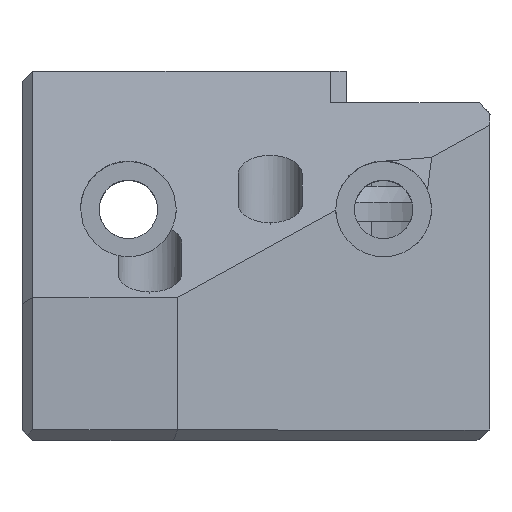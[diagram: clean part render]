
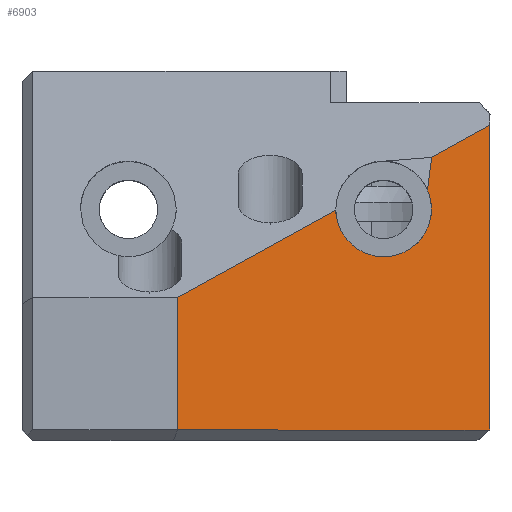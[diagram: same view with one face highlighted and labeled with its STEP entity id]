
A CAD part, top view. The second image highlights one B-rep face of the part: STEP entity #6903.
In plain terms, the highlighted planar face has unit normal (0.692, 0, 0.722).
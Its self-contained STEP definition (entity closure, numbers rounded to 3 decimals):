
#109 = DIRECTION ( 'NONE',  ( 0.455, 0.777, -0.436 ) ) ;
#187 = CARTESIAN_POINT ( 'NONE',  ( 29., 7.887, 23.856 ) ) ;
#216 = DIRECTION ( 'NONE',  ( 0.124, 0.985, -0.119 ) ) ;
#426 =( BOUNDED_CURVE ( )  B_SPLINE_CURVE ( 3, ( #5721, #4622, #1409, #3534 ),
 .UNSPECIFIED., .F., .F. ) 
 B_SPLINE_CURVE_WITH_KNOTS ( ( 4, 4 ),
 ( 0., 3.112 ),
 .UNSPECIFIED. ) 
 CURVE ( )  GEOMETRIC_REPRESENTATION_ITEM ( )  RATIONAL_B_SPLINE_CURVE ( ( 1., 0.343, 0.343, 1. ) ) 
 REPRESENTATION_ITEM ( '' )  );
#449 = LINE ( 'NONE', #4110, #2215 ) ;
#599 = VERTEX_POINT ( 'NONE', #2644 ) ;
#637 = CARTESIAN_POINT ( 'NONE',  ( 56.927, 23.335, -2.9 ) ) ;
#721 = VERTEX_POINT ( 'NONE', #5688 ) ;
#883 = VERTEX_POINT ( 'NONE', #187 ) ;
#917 = ORIENTED_EDGE ( 'NONE', *, *, #3472, .T. ) ;
#973 = VECTOR ( 'NONE', #5543, 1000. ) ;
#1154 = ORIENTED_EDGE ( 'NONE', *, *, #1183, .F. ) ;
#1183 = EDGE_CURVE ( 'NONE', #883, #4426, #2720, .T. ) ;
#1388 = ORIENTED_EDGE ( 'NONE', *, *, #6764, .F. ) ;
#1409 = CARTESIAN_POINT ( 'NONE',  ( 14.76, -8.87, 37.5 ) ) ;
#1522 = CARTESIAN_POINT ( 'NONE',  ( 29., 13., 23.856 ) ) ;
#1542 = VECTOR ( 'NONE', #7069, 1000. ) ;
#1649 = CARTESIAN_POINT ( 'NONE',  ( 23.129, 1.789, 29.481 ) ) ;
#1652 = CARTESIAN_POINT ( 'NONE',  ( -0.374, -20.8, 52. ) ) ;
#1710 = VECTOR ( 'NONE', #216, 1000. ) ;
#1881 = FACE_OUTER_BOUND ( 'NONE', #2338, .T. ) ;
#2194 = EDGE_CURVE ( 'NONE', #883, #721, #7117, .T. ) ;
#2215 = VECTOR ( 'NONE', #109, 1000. ) ;
#2338 = EDGE_LOOP ( 'NONE', ( #1388, #5661, #3970, #5635, #917, #4399, #3721, #1154, #5644 ) ) ;
#2344 = AXIS2_PLACEMENT_3D ( 'NONE', #1522, #7137, #6504 ) ;
#2563 = PLANE ( 'NONE',  #2344 ) ;
#2639 = VECTOR ( 'NONE', #5109, 1000. ) ;
#2644 = CARTESIAN_POINT ( 'NONE',  ( -0.374, -8.362, 52. ) ) ;
#2720 = LINE ( 'NONE', #6809, #2639 ) ;
#2733 = CARTESIAN_POINT ( 'NONE',  ( 29., -20.8, 23.856 ) ) ;
#2920 = CARTESIAN_POINT ( 'NONE',  ( 23.5, 0., 29.126 ) ) ;
#2962 = DIRECTION ( 'NONE',  ( -0.671, -0.371, 0.642 ) ) ;
#3351 = EDGE_CURVE ( 'NONE', #7248, #5024, #426, .T. ) ;
#3472 = EDGE_CURVE ( 'NONE', #599, #6250, #3894, .T. ) ;
#3534 = CARTESIAN_POINT ( 'NONE',  ( 14.502, -0.133, 37.747 ) ) ;
#3611 = CARTESIAN_POINT ( 'NONE',  ( 14.502, -0.133, 37.747 ) ) ;
#3646 = CARTESIAN_POINT ( 'NONE',  ( 24.671, 14.045, 28.004 ) ) ;
#3721 = ORIENTED_EDGE ( 'NONE', *, *, #4872, .T. ) ;
#3894 = LINE ( 'NONE', #7115, #1542 ) ;
#3970 = ORIENTED_EDGE ( 'NONE', *, *, #3351, .T. ) ;
#4110 = CARTESIAN_POINT ( 'NONE',  ( 39.79, -2.218, 13.519 ) ) ;
#4399 = ORIENTED_EDGE ( 'NONE', *, *, #5732, .T. ) ;
#4426 = VERTEX_POINT ( 'NONE', #6399 ) ;
#4512 = LINE ( 'NONE', #4682, #7167 ) ;
#4595 = CARTESIAN_POINT ( 'NONE',  ( 23.375, 1.222, 29.246 ) ) ;
#4622 = CARTESIAN_POINT ( 'NONE',  ( 23.5, -8.741, 29.126 ) ) ;
#4662 = EDGE_CURVE ( 'NONE', #7044, #7248, #4881, .T. ) ;
#4682 = CARTESIAN_POINT ( 'NONE',  ( 56.927, 23.335, -2.9 ) ) ;
#4872 = EDGE_CURVE ( 'NONE', #6118, #4426, #449, .T. ) ;
#4881 =( BOUNDED_CURVE ( )  B_SPLINE_CURVE ( 3, ( #5725, #4595, #6315, #6340 ),
 .UNSPECIFIED., .F., .F. ) 
 B_SPLINE_CURVE_WITH_KNOTS ( ( 4, 4 ),
 ( 5.874, 6.283 ),
 .UNSPECIFIED. ) 
 CURVE ( )  GEOMETRIC_REPRESENTATION_ITEM ( )  RATIONAL_B_SPLINE_CURVE ( ( 1., 0.986, 0.986, 1. ) ) 
 REPRESENTATION_ITEM ( '' )  );
#5024 = VERTEX_POINT ( 'NONE', #3611 ) ;
#5109 = DIRECTION ( 'NONE',  ( 0., -1., 0. ) ) ;
#5110 = DIRECTION ( 'NONE',  ( -0.671, -0.371, 0.642 ) ) ;
#5432 = CARTESIAN_POINT ( 'NONE',  ( 28.909, -20.8, 23.943 ) ) ;
#5543 = DIRECTION ( 'NONE',  ( 0.722, 0., -0.692 ) ) ;
#5635 = ORIENTED_EDGE ( 'NONE', *, *, #7256, .T. ) ;
#5644 = ORIENTED_EDGE ( 'NONE', *, *, #2194, .T. ) ;
#5661 = ORIENTED_EDGE ( 'NONE', *, *, #4662, .T. ) ;
#5688 = CARTESIAN_POINT ( 'NONE',  ( 23.515, 4.852, 29.112 ) ) ;
#5721 = CARTESIAN_POINT ( 'NONE',  ( 23.5, 0., 29.126 ) ) ;
#5725 = CARTESIAN_POINT ( 'NONE',  ( 23.129, 1.789, 29.481 ) ) ;
#5732 = EDGE_CURVE ( 'NONE', #6250, #6118, #6535, .T. ) ;
#6118 = VERTEX_POINT ( 'NONE', #5432 ) ;
#6153 = VECTOR ( 'NONE', #5110, 1000. ) ;
#6250 = VERTEX_POINT ( 'NONE', #1652 ) ;
#6315 = CARTESIAN_POINT ( 'NONE',  ( 23.5, 0.618, 29.126 ) ) ;
#6340 = CARTESIAN_POINT ( 'NONE',  ( 23.5, 0., 29.126 ) ) ;
#6399 = CARTESIAN_POINT ( 'NONE',  ( 29., -20.645, 23.856 ) ) ;
#6504 = DIRECTION ( 'NONE',  ( -0.722, 0., 0.692 ) ) ;
#6535 = LINE ( 'NONE', #2733, #973 ) ;
#6733 = LINE ( 'NONE', #3646, #1710 ) ;
#6764 = EDGE_CURVE ( 'NONE', #7044, #721, #6733, .T. ) ;
#6809 = CARTESIAN_POINT ( 'NONE',  ( 29., 13., 23.856 ) ) ;
#6903 = ADVANCED_FACE ( 'NONE', ( #1881 ), #2563, .F. ) ;
#7044 = VERTEX_POINT ( 'NONE', #1649 ) ;
#7069 = DIRECTION ( 'NONE',  ( 0., -1., 0. ) ) ;
#7115 = CARTESIAN_POINT ( 'NONE',  ( -0.374, 13., 52. ) ) ;
#7117 = LINE ( 'NONE', #637, #6153 ) ;
#7137 = DIRECTION ( 'NONE',  ( -0.692, 0., -0.722 ) ) ;
#7167 = VECTOR ( 'NONE', #2962, 1000. ) ;
#7248 = VERTEX_POINT ( 'NONE', #2920 ) ;
#7256 = EDGE_CURVE ( 'NONE', #5024, #599, #4512, .T. ) ;
